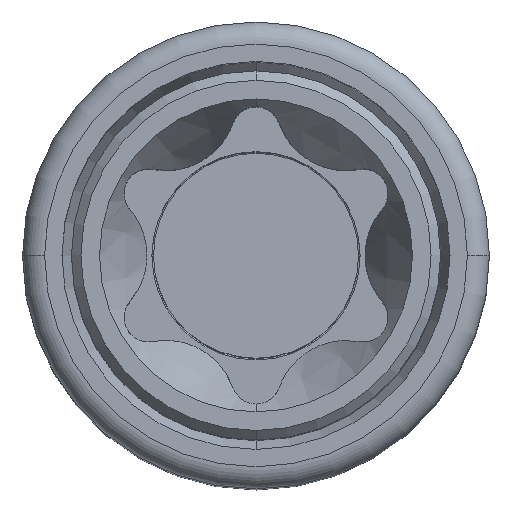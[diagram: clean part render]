
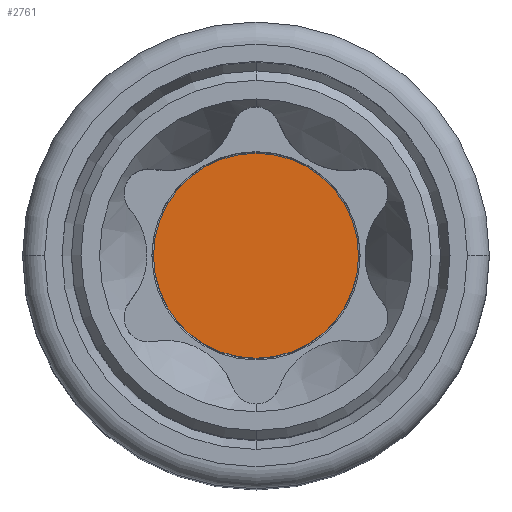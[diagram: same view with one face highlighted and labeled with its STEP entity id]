
A CAD part, top view. The second image highlights one B-rep face of the part: STEP entity #2761.
In plain terms, the highlighted planar face has unit normal (0, 0, 1).
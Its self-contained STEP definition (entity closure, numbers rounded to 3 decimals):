
#2694=CARTESIAN_POINT('',(0.,0.,44.));
#2695=DIRECTION('',(0.,0.,1.));
#2696=DIRECTION('',(0.,1.,0.));
#2697=AXIS2_PLACEMENT_3D('',#2694,#2695,#2696);
#2699=CARTESIAN_POINT('',(0.,0.,44.));
#2700=DIRECTION('',(0.,0.,-1.));
#2701=DIRECTION('',(0.,1.,0.));
#2702=AXIS2_PLACEMENT_3D('',#2699,#2700,#2701);
#2705=CARTESIAN_POINT('',(0.,3.25,44.));
#2707=VERTEX_POINT('',#2705);
#2709=CARTESIAN_POINT('',(0.,-3.25,44.));
#2711=VERTEX_POINT('',#2709);
#2752=CARTESIAN_POINT('',(0.,0.,44.));
#2753=DIRECTION('',(0.,0.,-1.));
#2754=DIRECTION('',(0.,-1.,0.));
#2755=AXIS2_PLACEMENT_3D('',#2752,#2753,#2754);
#2756=PLANE('',#2755);
#2757=ORIENTED_EDGE('',*,*,#2731,.F.);
#2758=ORIENTED_EDGE('',*,*,#2747,.T.);
#2759=EDGE_LOOP('',(#2757,#2758));
#2760=FACE_OUTER_BOUND('',#2759,.F.);
#2761=ADVANCED_FACE('',(#2760),#2756,.F.);
#2698=CIRCLE('',#2697,3.25);
#2703=CIRCLE('',#2702,3.25);
#2731=EDGE_CURVE('',#2707,#2711,#2698,.T.);
#2747=EDGE_CURVE('',#2707,#2711,#2703,.T.);
